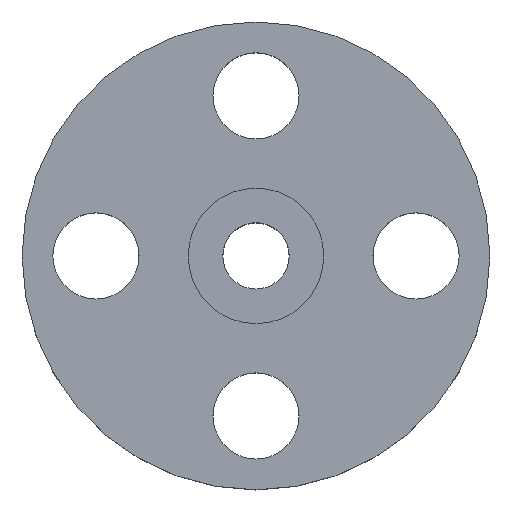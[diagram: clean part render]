
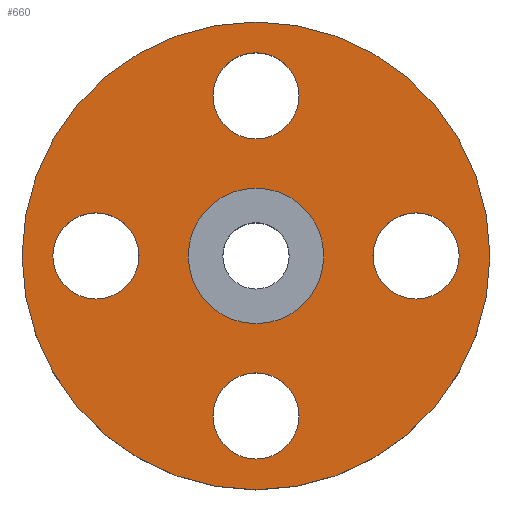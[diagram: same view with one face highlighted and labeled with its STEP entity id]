
A CAD part, top view. The second image highlights one B-rep face of the part: STEP entity #660.
In plain terms, the highlighted planar face has unit normal (0, 0, 1).
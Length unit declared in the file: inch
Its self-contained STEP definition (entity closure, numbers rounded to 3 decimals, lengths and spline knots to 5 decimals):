
#7 = DIRECTION ( 'NONE',  ( -1., 0., 0. ) ) ;
#8 = EDGE_CURVE ( 'NONE', #144, #624, #769, .T. ) ;
#36 = DIRECTION ( 'NONE',  ( 1., 0., 0. ) ) ;
#55 = CARTESIAN_POINT ( 'NONE',  ( -1.625, 0., -0.25 ) ) ;
#58 = CIRCLE ( 'NONE', #315, 0.4375 ) ;
#64 = DIRECTION ( 'NONE',  ( 0., 0., 1. ) ) ;
#67 = CARTESIAN_POINT ( 'NONE',  ( 0., 0., -0.25 ) ) ;
#72 = EDGE_CURVE ( 'NONE', #757, #630, #97, .T. ) ;
#97 = CIRCLE ( 'NONE', #328, 0.4375 ) ;
#103 = DIRECTION ( 'NONE',  ( 0., 0., 1. ) ) ;
#108 = ORIENTED_EDGE ( 'NONE', *, *, #373, .F. ) ;
#115 = CARTESIAN_POINT ( 'NONE',  ( 0., 1.625, -0.25 ) ) ;
#117 = EDGE_CURVE ( 'NONE', #537, #718, #648, .T. ) ;
#119 = PLANE ( 'NONE',  #467 ) ;
#136 = AXIS2_PLACEMENT_3D ( 'NONE', #67, #211, #734 ) ;
#139 = AXIS2_PLACEMENT_3D ( 'NONE', #609, #469, #142 ) ;
#142 = DIRECTION ( 'NONE',  ( 0., -1., 0. ) ) ;
#144 = VERTEX_POINT ( 'NONE', #629 ) ;
#154 = AXIS2_PLACEMENT_3D ( 'NONE', #55, #534, #393 ) ;
#158 = DIRECTION ( 'NONE',  ( 1., 0., 0. ) ) ;
#173 = CARTESIAN_POINT ( 'NONE',  ( 1.625, 0., -0.25 ) ) ;
#174 = DIRECTION ( 'NONE',  ( 0., 0., 1. ) ) ;
#176 = VERTEX_POINT ( 'NONE', #179 ) ;
#178 = DIRECTION ( 'NONE',  ( 1., 0., 0. ) ) ;
#179 = CARTESIAN_POINT ( 'NONE',  ( 1.1875, 0., -0.25 ) ) ;
#185 = EDGE_LOOP ( 'NONE', ( #108, #501 ) ) ;
#199 = CIRCLE ( 'NONE', #136, 2.375 ) ;
#202 = AXIS2_PLACEMENT_3D ( 'NONE', #812, #266, #353 ) ;
#210 = CARTESIAN_POINT ( 'NONE',  ( 0., 0.6875, -0.25 ) ) ;
#211 = DIRECTION ( 'NONE',  ( 0., 0., 1. ) ) ;
#219 = DIRECTION ( 'NONE',  ( 0., 0., 1. ) ) ;
#227 = DIRECTION ( 'NONE',  ( 0., 1., 0. ) ) ;
#244 = AXIS2_PLACEMENT_3D ( 'NONE', #724, #103, #36 ) ;
#254 = EDGE_CURVE ( 'NONE', #451, #556, #199, .T. ) ;
#266 = DIRECTION ( 'NONE',  ( 0., 0., 1. ) ) ;
#293 = ORIENTED_EDGE ( 'NONE', *, *, #665, .F. ) ;
#296 = ORIENTED_EDGE ( 'NONE', *, *, #565, .F. ) ;
#300 = CIRCLE ( 'NONE', #244, 2.375 ) ;
#301 = CIRCLE ( 'NONE', #202, 0.4375 ) ;
#314 = CARTESIAN_POINT ( 'NONE',  ( 0.6875, 0., -0.25 ) ) ;
#315 = AXIS2_PLACEMENT_3D ( 'NONE', #173, #835, #457 ) ;
#324 = EDGE_LOOP ( 'NONE', ( #608, #293 ) ) ;
#328 = AXIS2_PLACEMENT_3D ( 'NONE', #488, #352, #227 ) ;
#334 = CARTESIAN_POINT ( 'NONE',  ( -0.4375, -1.625, -0.25 ) ) ;
#338 = ORIENTED_EDGE ( 'NONE', *, *, #254, .T. ) ;
#352 = DIRECTION ( 'NONE',  ( 0., 0., 1. ) ) ;
#353 = DIRECTION ( 'NONE',  ( 0., 1., 0. ) ) ;
#355 = AXIS2_PLACEMENT_3D ( 'NONE', #780, #174, #178 ) ;
#356 = CARTESIAN_POINT ( 'NONE',  ( 0., 0., -0.25 ) ) ;
#359 = ORIENTED_EDGE ( 'NONE', *, *, #72, .F. ) ;
#373 = EDGE_CURVE ( 'NONE', #438, #176, #58, .T. ) ;
#375 = CARTESIAN_POINT ( 'NONE',  ( -0.4375, 1.625, -0.25 ) ) ;
#389 = CIRCLE ( 'NONE', #456, 0.4375 ) ;
#393 = DIRECTION ( 'NONE',  ( 1., 0., 0. ) ) ;
#395 = DIRECTION ( 'NONE',  ( 0., 0., 1. ) ) ;
#398 = CARTESIAN_POINT ( 'NONE',  ( 2.375, 0., -0.25 ) ) ;
#438 = VERTEX_POINT ( 'NONE', #727 ) ;
#441 = CIRCLE ( 'NONE', #544, 0.4375 ) ;
#445 = DIRECTION ( 'NONE',  ( 0., 0., 1. ) ) ;
#451 = VERTEX_POINT ( 'NONE', #398 ) ;
#454 = CIRCLE ( 'NONE', #355, 0.6875 ) ;
#456 = AXIS2_PLACEMENT_3D ( 'NONE', #115, #395, #592 ) ;
#457 = DIRECTION ( 'NONE',  ( -1., 0., 0. ) ) ;
#462 = FACE_BOUND ( 'NONE', #324, .T. ) ;
#467 = AXIS2_PLACEMENT_3D ( 'NONE', #210, #476, #7 ) ;
#469 = DIRECTION ( 'NONE',  ( 0., 0., 1. ) ) ;
#476 = DIRECTION ( 'NONE',  ( 0., 0., -1. ) ) ;
#488 = CARTESIAN_POINT ( 'NONE',  ( 0., -1.625, -0.25 ) ) ;
#489 = CARTESIAN_POINT ( 'NONE',  ( 1.625, 0., -0.25 ) ) ;
#501 = ORIENTED_EDGE ( 'NONE', *, *, #692, .F. ) ;
#505 = CARTESIAN_POINT ( 'NONE',  ( -2.0625, 0., -0.25 ) ) ;
#510 = CARTESIAN_POINT ( 'NONE',  ( 0.4375, -1.625, -0.25 ) ) ;
#529 = FACE_BOUND ( 'NONE', #570, .T. ) ;
#530 = AXIS2_PLACEMENT_3D ( 'NONE', #356, #445, #158 ) ;
#532 = CIRCLE ( 'NONE', #684, 0.4375 ) ;
#534 = DIRECTION ( 'NONE',  ( 0., 0., 1. ) ) ;
#537 = VERTEX_POINT ( 'NONE', #314 ) ;
#544 = AXIS2_PLACEMENT_3D ( 'NONE', #680, #64, #604 ) ;
#550 = EDGE_CURVE ( 'NONE', #556, #451, #300, .T. ) ;
#554 = CARTESIAN_POINT ( 'NONE',  ( -0.6875, 0., -0.25 ) ) ;
#556 = VERTEX_POINT ( 'NONE', #710 ) ;
#564 = VERTEX_POINT ( 'NONE', #578 ) ;
#565 = EDGE_CURVE ( 'NONE', #718, #537, #454, .T. ) ;
#568 = ORIENTED_EDGE ( 'NONE', *, *, #117, .F. ) ;
#570 = EDGE_LOOP ( 'NONE', ( #568, #296 ) ) ;
#578 = CARTESIAN_POINT ( 'NONE',  ( 0.4375, 1.625, -0.25 ) ) ;
#584 = VERTEX_POINT ( 'NONE', #375 ) ;
#592 = DIRECTION ( 'NONE',  ( 0., -1., 0. ) ) ;
#597 = FACE_BOUND ( 'NONE', #655, .T. ) ;
#601 = EDGE_LOOP ( 'NONE', ( #338, #749 ) ) ;
#604 = DIRECTION ( 'NONE',  ( 1., 0., 0. ) ) ;
#608 = ORIENTED_EDGE ( 'NONE', *, *, #823, .F. ) ;
#609 = CARTESIAN_POINT ( 'NONE',  ( 0., 1.625, -0.25 ) ) ;
#610 = FACE_BOUND ( 'NONE', #185, .T. ) ;
#624 = VERTEX_POINT ( 'NONE', #505 ) ;
#627 = DIRECTION ( 'NONE',  ( -1., 0., 0. ) ) ;
#629 = CARTESIAN_POINT ( 'NONE',  ( -1.1875, 0., -0.25 ) ) ;
#630 = VERTEX_POINT ( 'NONE', #510 ) ;
#648 = CIRCLE ( 'NONE', #530, 0.6875 ) ;
#650 = CIRCLE ( 'NONE', #139, 0.4375 ) ;
#655 = EDGE_LOOP ( 'NONE', ( #700, #359 ) ) ;
#658 = EDGE_CURVE ( 'NONE', #624, #144, #441, .T. ) ;
#660 = ADVANCED_FACE ( 'NONE', ( #462, #610, #597, #663, #529, #858 ), #119, .F. ) ;
#663 = FACE_BOUND ( 'NONE', #838, .T. ) ;
#665 = EDGE_CURVE ( 'NONE', #584, #564, #389, .T. ) ;
#680 = CARTESIAN_POINT ( 'NONE',  ( -1.625, 0., -0.25 ) ) ;
#684 = AXIS2_PLACEMENT_3D ( 'NONE', #489, #219, #627 ) ;
#692 = EDGE_CURVE ( 'NONE', #176, #438, #532, .T. ) ;
#700 = ORIENTED_EDGE ( 'NONE', *, *, #776, .F. ) ;
#710 = CARTESIAN_POINT ( 'NONE',  ( -2.375, 0., -0.25 ) ) ;
#715 = ORIENTED_EDGE ( 'NONE', *, *, #658, .F. ) ;
#718 = VERTEX_POINT ( 'NONE', #554 ) ;
#724 = CARTESIAN_POINT ( 'NONE',  ( 0., 0., -0.25 ) ) ;
#727 = CARTESIAN_POINT ( 'NONE',  ( 2.0625, 0., -0.25 ) ) ;
#734 = DIRECTION ( 'NONE',  ( 1., 0., 0. ) ) ;
#749 = ORIENTED_EDGE ( 'NONE', *, *, #550, .T. ) ;
#757 = VERTEX_POINT ( 'NONE', #334 ) ;
#769 = CIRCLE ( 'NONE', #154, 0.4375 ) ;
#776 = EDGE_CURVE ( 'NONE', #630, #757, #301, .T. ) ;
#780 = CARTESIAN_POINT ( 'NONE',  ( 0., 0., -0.25 ) ) ;
#812 = CARTESIAN_POINT ( 'NONE',  ( 0., -1.625, -0.25 ) ) ;
#823 = EDGE_CURVE ( 'NONE', #564, #584, #650, .T. ) ;
#835 = DIRECTION ( 'NONE',  ( 0., 0., 1. ) ) ;
#838 = EDGE_LOOP ( 'NONE', ( #849, #715 ) ) ;
#849 = ORIENTED_EDGE ( 'NONE', *, *, #8, .F. ) ;
#858 = FACE_OUTER_BOUND ( 'NONE', #601, .T. ) ;
